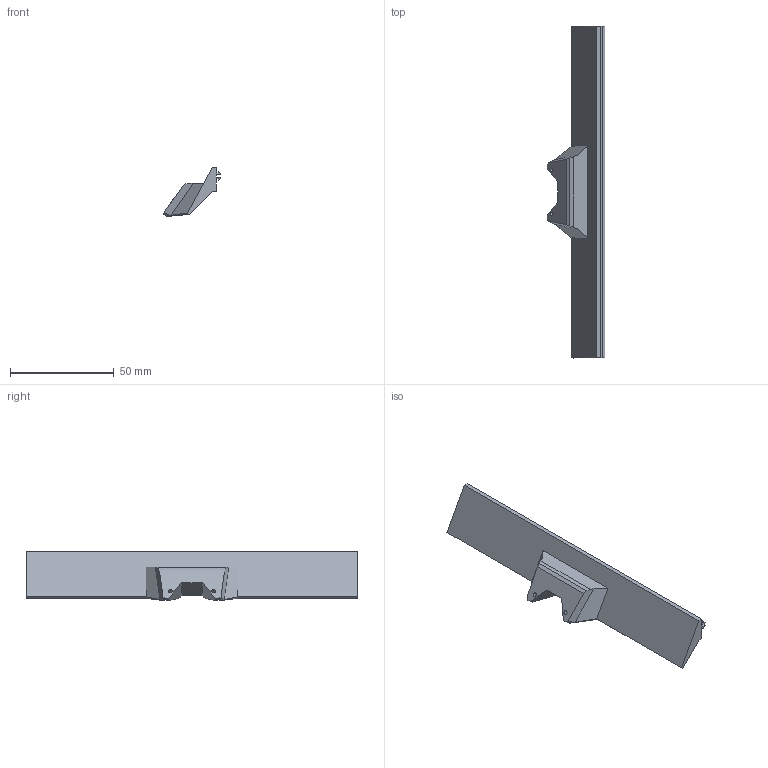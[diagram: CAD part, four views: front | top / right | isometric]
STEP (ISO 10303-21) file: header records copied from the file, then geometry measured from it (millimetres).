
FILE_DESCRIPTION(/* description */ (''),/* implementation_level */ '2;1');
FILE_NAME(/* name */ 'LED_ClipIn_PiCam_V2.stp',/* time_stamp */ '2023-10-04T21:34:09-05:00',/* author */ ('keith'),/* organization */ (''),/* preprocessor_version */ 'ST-DEVELOPER v18.1',/* originating_system */ 'Autodesk Inventor 2022',/* authorisation */ '');
FILE_SCHEMA (('AUTOMOTIVE_DESIGN { 1 0 10303 214 3 1 1 }'));
Length unit declared in the file: millimetre
Products named in the file (1): LED_ClipIn_PiCam_V2
Bounding box: 27.95 x 160 x 23.61 mm (x, y, z)
Volume: 21147.6 mm3; surface area: 11886.6 mm2
Topology: 1 solids, 1 shells, 46 faces, 128 edges, 84 vertices
Faces by surface type: plane 44, cylinder 2
Full cylindrical faces by diameter (mm): 1.85 x2
Entity records: 1493 total; most frequent: CARTESIAN_POINT 259, ORIENTED_EDGE 256, DIRECTION 226, EDGE_CURVE 128, LINE 124, VECTOR 124, VERTEX_POINT 84, AXIS2_PLACEMENT_3D 51
